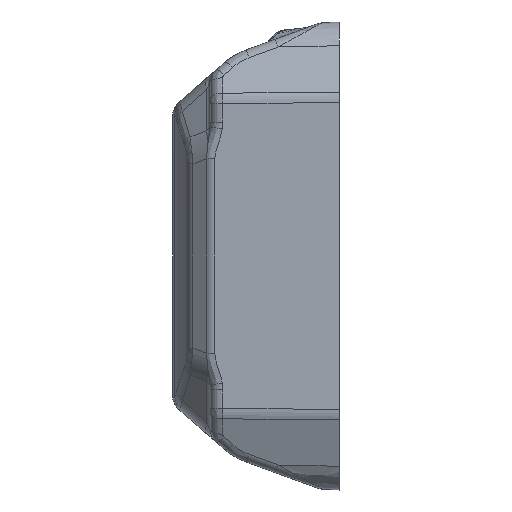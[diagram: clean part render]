
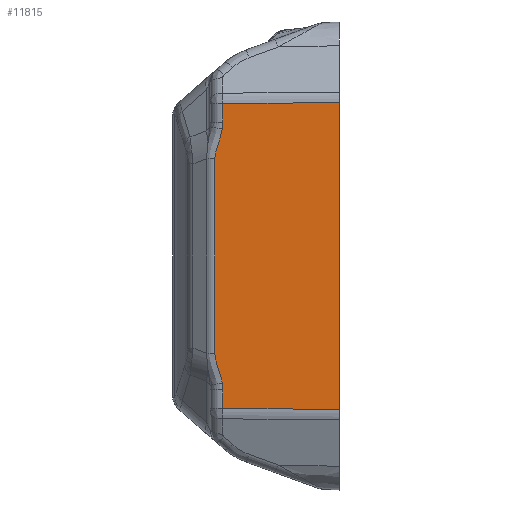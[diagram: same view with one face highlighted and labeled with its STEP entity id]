
A CAD part, left-side view. The second image highlights one B-rep face of the part: STEP entity #11815.
In plain terms, the highlighted planar face has unit normal (-0.999, 0.052, 0).
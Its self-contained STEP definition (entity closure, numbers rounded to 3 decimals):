
#125=CARTESIAN_POINT('',(-51.493,0.,-58.291));
#130=DIRECTION('',(0.,0.,1.));
#131=VECTOR('',#130,116.582);
#132=CARTESIAN_POINT('',(-51.493,0.,-58.291));
#133=LINE('',#132,#131);
#137=CARTESIAN_POINT('',(-51.493,0.,58.291));
#293=DIRECTION('',(0.052,0.999,-0.01));
#294=VECTOR('',#293,44.325);
#295=CARTESIAN_POINT('',(-51.493,0.,58.291));
#296=LINE('',#295,#294);
#297=DIRECTION('',(-0.052,-0.999,-0.01));
#298=VECTOR('',#297,44.325);
#299=CARTESIAN_POINT('',(-49.173,44.262,-57.832));
#300=LINE('',#299,#298);
#301=DIRECTION('',(0.,0.,-1.));
#302=VECTOR('',#301,6.96);
#303=CARTESIAN_POINT('',(-49.173,44.262,-50.873));
#304=LINE('',#303,#302);
#305=CARTESIAN_POINT('',(-49.164,44.441,-48.37));
#306=CARTESIAN_POINT('',(-49.166,44.4,-48.648));
#307=CARTESIAN_POINT('',(-49.17,44.334,-49.204));
#308=CARTESIAN_POINT('',(-49.173,44.275,-50.038));
#309=CARTESIAN_POINT('',(-49.173,44.262,-50.594));
#310=CARTESIAN_POINT('',(-49.173,44.262,-50.873));
#312=CARTESIAN_POINT('',(-49.016,47.272,-36.908));
#313=CARTESIAN_POINT('',(-49.016,47.272,-37.184));
#314=CARTESIAN_POINT('',(-49.017,47.249,-37.728));
#315=CARTESIAN_POINT('',(-49.021,47.16,-38.497));
#316=CARTESIAN_POINT('',(-49.029,47.015,-39.273));
#317=CARTESIAN_POINT('',(-49.039,46.823,-40.051));
#318=CARTESIAN_POINT('',(-49.051,46.592,-40.838));
#319=CARTESIAN_POINT('',(-49.065,46.328,-41.646));
#320=CARTESIAN_POINT('',(-49.079,46.057,-42.438));
#321=CARTESIAN_POINT('',(-49.093,45.786,-43.223));
#322=CARTESIAN_POINT('',(-49.109,45.495,-44.084));
#323=CARTESIAN_POINT('',(-49.124,45.202,-45.014));
#324=CARTESIAN_POINT('',(-49.139,44.921,-46.005));
#325=CARTESIAN_POINT('',(-49.153,44.659,-47.093));
#326=CARTESIAN_POINT('',(-49.161,44.505,-47.928));
#327=CARTESIAN_POINT('',(-49.164,44.441,-48.37));
#329=DIRECTION('',(0.,0.,-1.));
#330=VECTOR('',#329,73.816);
#331=CARTESIAN_POINT('',(-49.016,47.272,36.908));
#332=LINE('',#331,#330);
#333=CARTESIAN_POINT('',(-49.164,44.441,48.37));
#334=CARTESIAN_POINT('',(-49.161,44.5,47.962));
#335=CARTESIAN_POINT('',(-49.153,44.643,47.168));
#336=CARTESIAN_POINT('',(-49.14,44.907,46.052));
#337=CARTESIAN_POINT('',(-49.124,45.21,44.984));
#338=CARTESIAN_POINT('',(-49.108,45.507,44.049));
#339=CARTESIAN_POINT('',(-49.092,45.809,43.156));
#340=CARTESIAN_POINT('',(-49.076,46.127,42.236));
#341=CARTESIAN_POINT('',(-49.06,46.433,41.334));
#342=CARTESIAN_POINT('',(-49.045,46.709,40.458));
#343=CARTESIAN_POINT('',(-49.033,46.934,39.624));
#344=CARTESIAN_POINT('',(-49.024,47.11,38.802));
#345=CARTESIAN_POINT('',(-49.017,47.235,37.928));
#346=CARTESIAN_POINT('',(-49.016,47.272,37.26));
#347=CARTESIAN_POINT('',(-49.016,47.272,36.908));
#349=CARTESIAN_POINT('',(-49.173,44.262,50.873));
#350=CARTESIAN_POINT('',(-49.173,44.262,50.594));
#351=CARTESIAN_POINT('',(-49.173,44.275,50.038));
#352=CARTESIAN_POINT('',(-49.17,44.334,49.204));
#353=CARTESIAN_POINT('',(-49.166,44.4,48.648));
#354=CARTESIAN_POINT('',(-49.164,44.441,48.37));
#356=DIRECTION('',(0.,0.,-1.));
#357=VECTOR('',#356,6.96);
#358=CARTESIAN_POINT('',(-49.173,44.262,57.832));
#359=LINE('',#358,#357);
#10520=VERTEX_POINT('',#137);
#10522=VERTEX_POINT('',#125);
#10581=CARTESIAN_POINT('',(-49.173,44.262,
57.832));
#10582=VERTEX_POINT('',#10581);
#10589=CARTESIAN_POINT('',(-49.173,44.262,
-57.832));
#10590=VERTEX_POINT('',#10589);
#10833=CARTESIAN_POINT('',(-49.173,44.262,
50.873));
#10834=VERTEX_POINT('',#10833);
#10837=VERTEX_POINT('',#354);
#10839=VERTEX_POINT('',#347);
#10840=CARTESIAN_POINT('',(-49.173,44.262,
-50.873));
#10841=VERTEX_POINT('',#10840);
#11255=CARTESIAN_POINT('',(-49.016,47.272,
-36.908));
#11256=VERTEX_POINT('',#11255);
#11257=VERTEX_POINT('',#327);
#11790=CARTESIAN_POINT('',(-48.925,49.,-73.118));
#11791=DIRECTION('',(-0.999,0.052,0.));
#11792=DIRECTION('',(0.,0.,1.));
#11793=AXIS2_PLACEMENT_3D('',#11790,#11791,#11792);
#11794=PLANE('',#11793);
#11795=ORIENTED_EDGE('',*,*,#11783,.F.);
#11796=ORIENTED_EDGE('',*,*,#11661,.F.);
#11798=ORIENTED_EDGE('',*,*,#11797,.F.);
#11800=ORIENTED_EDGE('',*,*,#11799,.F.);
#11802=ORIENTED_EDGE('',*,*,#11801,.F.);
#11804=ORIENTED_EDGE('',*,*,#11803,.F.);
#11806=ORIENTED_EDGE('',*,*,#11805,.F.);
#11808=ORIENTED_EDGE('',*,*,#11807,.F.);
#11810=ORIENTED_EDGE('',*,*,#11809,.F.);
#11812=ORIENTED_EDGE('',*,*,#11811,.F.);
#11813=EDGE_LOOP('',(#11795,#11796,#11798,#11800,#11802,#11804,#11806,#11808,
#11810,#11812));
#11814=FACE_OUTER_BOUND('',#11813,.F.);
#11815=ADVANCED_FACE('',(#11814),#11794,.T.);
#311=B_SPLINE_CURVE_WITH_KNOTS('',3,(#305,#306,#307,#308,#309,#310),
.UNSPECIFIED.,.F.,.F.,(4,1,1,4),(0.,0.333,0.667,1.),
.UNSPECIFIED.);
#328=B_SPLINE_CURVE_WITH_KNOTS('',3,(#312,#313,#314,#315,#316,#317,#318,#319,
#320,#321,#322,#323,#324,#325,#326,#327),.UNSPECIFIED.,.F.,.F.,(4,1,1,1,1,1,1,1,
1,1,1,1,1,4),(0.,0.077,0.154,0.231,
0.308,0.385,0.462,0.538,
0.615,0.692,0.769,0.846,
0.923,1.),.UNSPECIFIED.);
#348=B_SPLINE_CURVE_WITH_KNOTS('',3,(#333,#334,#335,#336,#337,#338,#339,#340,
#341,#342,#343,#344,#345,#346,#347),.UNSPECIFIED.,.F.,.F.,(4,1,1,1,1,1,1,1,1,1,
1,1,4),(0.,0.083,0.167,0.25,0.333,
0.417,0.5,0.583,0.667,0.75,
0.833,0.917,1.),.UNSPECIFIED.);
#355=B_SPLINE_CURVE_WITH_KNOTS('',3,(#349,#350,#351,#352,#353,#354),
.UNSPECIFIED.,.F.,.F.,(4,1,1,4),(0.,0.333,0.667,1.),
.UNSPECIFIED.);
#11661=EDGE_CURVE('',#10522,#10520,#133,.T.);
#11783=EDGE_CURVE('',#10520,#10582,#296,.T.);
#11797=EDGE_CURVE('',#10590,#10522,#300,.T.);
#11799=EDGE_CURVE('',#10841,#10590,#304,.T.);
#11801=EDGE_CURVE('',#11257,#10841,#311,.T.);
#11803=EDGE_CURVE('',#11256,#11257,#328,.T.);
#11805=EDGE_CURVE('',#10839,#11256,#332,.T.);
#11807=EDGE_CURVE('',#10837,#10839,#348,.T.);
#11809=EDGE_CURVE('',#10834,#10837,#355,.T.);
#11811=EDGE_CURVE('',#10582,#10834,#359,.T.);
